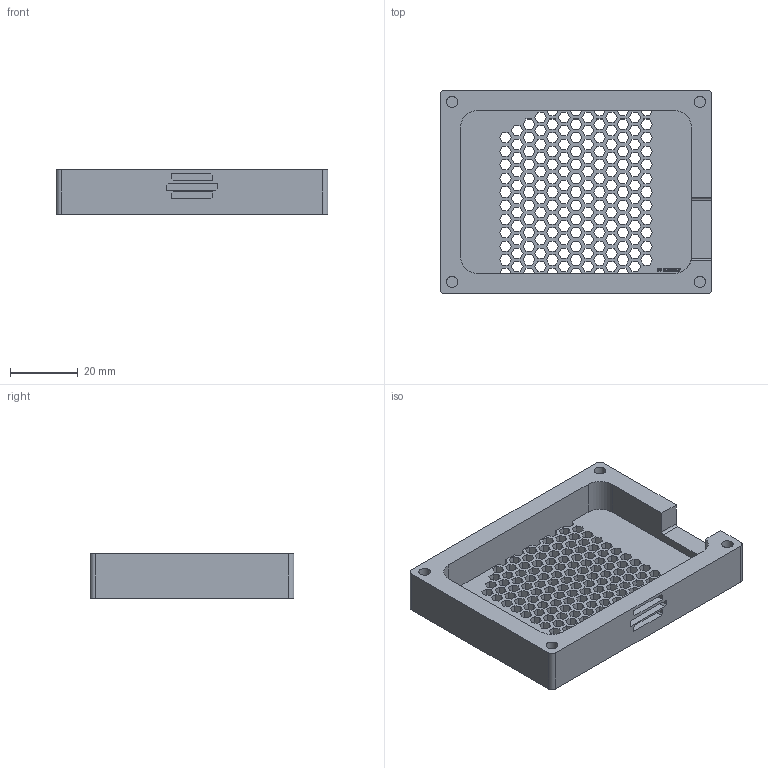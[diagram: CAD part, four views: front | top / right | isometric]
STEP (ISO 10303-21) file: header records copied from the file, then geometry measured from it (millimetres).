
FILE_DESCRIPTION(/* description */ (''),/* implementation_level */ '2;1');
FILE_NAME(/* name */ 'cubus_case.step',/* time_stamp */ '2025-12-03T22:00:40+01:00',/* author */ (''),/* organization */ (''),/* preprocessor_version */ 'ST-DEVELOPER v20.1',/* originating_system */ 'Autodesk Translation Framework v14.17.0.0',/* authorisation */ '');
FILE_SCHEMA (('AUTOMOTIVE_DESIGN { 1 0 10303 214 3 1 1 }'));
Length unit declared in the file: millimetre
Products named in the file (1): Macroboard
Bounding box: 80 x 60 x 13 mm (x, y, z)
Volume: 24727.3 mm3; surface area: 18549.9 mm2
Topology: 1 solids, 1 shells, 1237 faces, 3690 edges, 2460 vertices
Faces by surface type: plane 1031, bspline 192, cylinder 14
Full cylindrical faces by diameter (mm): 3.4 x4
Entity records: 43677 total; most frequent: CARTESIAN_POINT 11048, ORIENTED_EDGE 7380, DIRECTION 5422, EDGE_CURVE 3690, LINE 3274, VECTOR 3274, VERTEX_POINT 2460, EDGE_LOOP 1564
